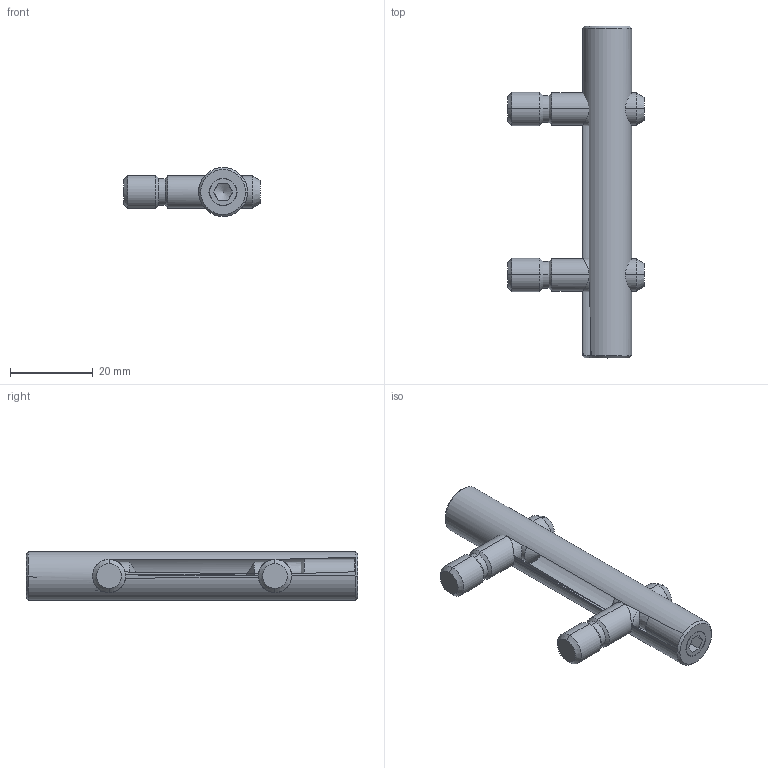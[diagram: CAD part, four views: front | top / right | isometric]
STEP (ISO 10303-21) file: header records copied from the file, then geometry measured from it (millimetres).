
FILE_DESCRIPTION((''),'2;1');
FILE_NAME('SV3100V.stp','2009-11-25T09:53:20',(''),(''),'Mechanical Desktop 2007','Mechanical Desktop 2007',', , ');
FILE_SCHEMA(('CONFIG_CONTROL_DESIGN'));
Length unit declared in the file: millimetre
Products named in the file (2): SV3100V; SV3100V-iam
Assembly tree (1 placements, depth 2):
  SV3100V
    SV3100V-iam
Bounding box: 33 x 80 x 11.8 mm (x, y, z)
Volume: 10772.1 mm3; surface area: 6994.6 mm2
Topology: 5 solids, 5 shells, 80 faces, 194 edges, 116 vertices
Faces by surface type: cone 33, plane 22, cylinder 20, bspline 5
Full cylindrical faces by diameter (mm): 6.647 x2
Entity records: 2982 total; most frequent: CARTESIAN_POINT 1197, DIRECTION 354, ORIENTED_EDGE 330, EDGE_CURVE 165, AXIS2_PLACEMENT_3D 138, VERTEX_POINT 103, EDGE_LOOP 96, FACE_OUTER_BOUND 80
